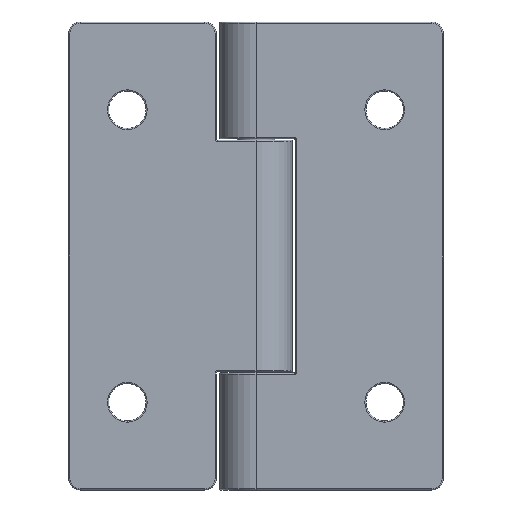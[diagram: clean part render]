
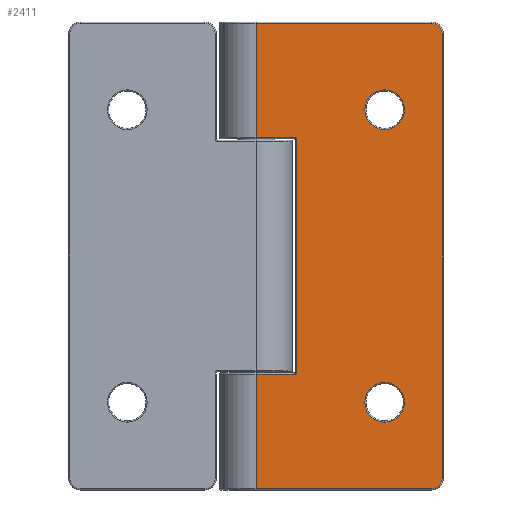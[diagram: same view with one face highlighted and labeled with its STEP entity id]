
A CAD part, front view. The second image highlights one B-rep face of the part: STEP entity #2411.
In plain terms, the highlighted planar face has unit normal (0, -1, 0).
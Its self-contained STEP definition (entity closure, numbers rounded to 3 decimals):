
#60 = PLANE ( 'NONE',  #6206 ) ;
#84 = CARTESIAN_POINT ( 'NONE',  ( 0., -3.1, -10.1 ) ) ;
#107 = ORIENTED_EDGE ( 'NONE', *, *, #2634, .T. ) ;
#159 = DIRECTION ( 'NONE',  ( 0., 0., 1. ) ) ;
#170 = DIRECTION ( 'NONE',  ( 0., -1., 0. ) ) ;
#178 = ORIENTED_EDGE ( 'NONE', *, *, #1532, .T. ) ;
#249 = CIRCLE ( 'NONE', #822, 0.2 ) ;
#299 = LINE ( 'NONE', #5054, #4423 ) ;
#327 = DIRECTION ( 'NONE',  ( 0., 0., 1. ) ) ;
#379 = CARTESIAN_POINT ( 'NONE',  ( 15., -3.1, -19. ) ) ;
#400 = DIRECTION ( 'NONE',  ( 0., 0., 1. ) ) ;
#426 = VECTOR ( 'NONE', #5358, 1000. ) ;
#469 = VERTEX_POINT ( 'NONE', #4377 ) ;
#645 = LINE ( 'NONE', #5611, #5430 ) ;
#654 = EDGE_CURVE ( 'NONE', #1565, #5938, #249, .T. ) ;
#678 = DIRECTION ( 'NONE',  ( 0., 1., 0. ) ) ;
#690 = CARTESIAN_POINT ( 'NONE',  ( 11., -3.1, -12.5 ) ) ;
#739 = CIRCLE ( 'NONE', #991, 0.9 ) ;
#761 = CIRCLE ( 'NONE', #3032, 1.7 ) ;
#807 = DIRECTION ( 'NONE',  ( 0., -1., 0. ) ) ;
#822 = AXIS2_PLACEMENT_3D ( 'NONE', #3047, #2100, #5438 ) ;
#873 = DIRECTION ( 'NONE',  ( 0., 0., -1. ) ) ;
#991 = AXIS2_PLACEMENT_3D ( 'NONE', #5530, #807, #327 ) ;
#1010 = AXIS2_PLACEMENT_3D ( 'NONE', #4931, #678, #159 ) ;
#1159 = VERTEX_POINT ( 'NONE', #4506 ) ;
#1285 = LINE ( 'NONE', #84, #4941 ) ;
#1291 = ORIENTED_EDGE ( 'NONE', *, *, #4310, .T. ) ;
#1297 = VERTEX_POINT ( 'NONE', #4093 ) ;
#1331 = EDGE_CURVE ( 'NONE', #2852, #1909, #739, .T. ) ;
#1478 = LINE ( 'NONE', #4379, #426 ) ;
#1520 = DIRECTION ( 'NONE',  ( 0., 0., 1. ) ) ;
#1532 = EDGE_CURVE ( 'NONE', #469, #6210, #3892, .T. ) ;
#1565 = VERTEX_POINT ( 'NONE', #1647 ) ;
#1647 = CARTESIAN_POINT ( 'NONE',  ( 3.3, -3.1, -10.1 ) ) ;
#1656 = CARTESIAN_POINT ( 'NONE',  ( 3.3, -3.1, 9.9 ) ) ;
#1690 = DIRECTION ( 'NONE',  ( -1., 0., 0. ) ) ;
#1693 = AXIS2_PLACEMENT_3D ( 'NONE', #6056, #1798, #5546 ) ;
#1739 = CARTESIAN_POINT ( 'NONE',  ( 3.3, -3.1, 10.1 ) ) ;
#1752 = VERTEX_POINT ( 'NONE', #4659 ) ;
#1761 = ORIENTED_EDGE ( 'NONE', *, *, #4092, .F. ) ;
#1798 = DIRECTION ( 'NONE',  ( 0., 1., 0. ) ) ;
#1813 = LINE ( 'NONE', #2160, #5460 ) ;
#1859 = CARTESIAN_POINT ( 'NONE',  ( 3.5, -3.1, 9.9 ) ) ;
#1909 = VERTEX_POINT ( 'NONE', #2410 ) ;
#1980 = CARTESIAN_POINT ( 'NONE',  ( 0., -3.1, -19.9 ) ) ;
#2024 = EDGE_CURVE ( 'NONE', #5841, #4583, #6026, .T. ) ;
#2078 = ORIENTED_EDGE ( 'NONE', *, *, #4539, .T. ) ;
#2083 = CARTESIAN_POINT ( 'NONE',  ( 11., -3.1, 14.2 ) ) ;
#2098 = VECTOR ( 'NONE', #873, 1000. ) ;
#2100 = DIRECTION ( 'NONE',  ( 0., -1., 0. ) ) ;
#2122 = CARTESIAN_POINT ( 'NONE',  ( 11., -3.1, -10.8 ) ) ;
#2160 = CARTESIAN_POINT ( 'NONE',  ( 15.9, -3.1, 19. ) ) ;
#2183 = DIRECTION ( 'NONE',  ( 0., 1., 0. ) ) ;
#2184 = VERTEX_POINT ( 'NONE', #1739 ) ;
#2249 = VERTEX_POINT ( 'NONE', #4184 ) ;
#2410 = CARTESIAN_POINT ( 'NONE',  ( 15., -3.1, 19.9 ) ) ;
#2411 = ADVANCED_FACE ( 'NONE', ( #5049, #3796, #2513 ), #60, .F. ) ;
#2513 = FACE_OUTER_BOUND ( 'NONE', #2982, .T. ) ;
#2633 = ORIENTED_EDGE ( 'NONE', *, *, #6011, .T. ) ;
#2634 = EDGE_CURVE ( 'NONE', #3140, #5938, #1478, .T. ) ;
#2684 = LINE ( 'NONE', #1980, #5828 ) ;
#2820 = CARTESIAN_POINT ( 'NONE',  ( 0., -3.1, 20. ) ) ;
#2852 = VERTEX_POINT ( 'NONE', #3737 ) ;
#2965 = DIRECTION ( 'NONE',  ( 1., 0., 0. ) ) ;
#2972 = AXIS2_PLACEMENT_3D ( 'NONE', #379, #5159, #400 ) ;
#2982 = EDGE_LOOP ( 'NONE', ( #3382, #5914, #1291, #4212, #1761, #107, #4957, #2078, #3685, #2633, #5982, #5172 ) ) ;
#2989 = CIRCLE ( 'NONE', #1693, 1.7 ) ;
#3032 = AXIS2_PLACEMENT_3D ( 'NONE', #4991, #5520, #5478 ) ;
#3047 = CARTESIAN_POINT ( 'NONE',  ( 3.3, -3.1, -9.9 ) ) ;
#3109 = DIRECTION ( 'NONE',  ( 0., 0., 1. ) ) ;
#3116 = DIRECTION ( 'NONE',  ( 0., 0., 1. ) ) ;
#3118 = AXIS2_PLACEMENT_3D ( 'NONE', #690, #2183, #3116 ) ;
#3140 = VERTEX_POINT ( 'NONE', #1859 ) ;
#3164 = EDGE_CURVE ( 'NONE', #4576, #1159, #3945, .T. ) ;
#3253 = EDGE_CURVE ( 'NONE', #4223, #2249, #645, .T. ) ;
#3294 = DIRECTION ( 'NONE',  ( 1., 0., 0. ) ) ;
#3352 = CIRCLE ( 'NONE', #4487, 0.2 ) ;
#3366 = DIRECTION ( 'NONE',  ( 0., 1., 0. ) ) ;
#3382 = ORIENTED_EDGE ( 'NONE', *, *, #1331, .T. ) ;
#3477 = ORIENTED_EDGE ( 'NONE', *, *, #5786, .T. ) ;
#3607 = ORIENTED_EDGE ( 'NONE', *, *, #4657, .T. ) ;
#3622 = CARTESIAN_POINT ( 'NONE',  ( 15., -3.1, -19.9 ) ) ;
#3685 = ORIENTED_EDGE ( 'NONE', *, *, #3253, .T. ) ;
#3737 = CARTESIAN_POINT ( 'NONE',  ( 15.9, -3.1, 19. ) ) ;
#3764 = EDGE_LOOP ( 'NONE', ( #3477, #178 ) ) ;
#3796 = FACE_BOUND ( 'NONE', #3764, .T. ) ;
#3835 = CARTESIAN_POINT ( 'NONE',  ( 0., -3.1, 10.1 ) ) ;
#3892 = CIRCLE ( 'NONE', #1010, 1.7 ) ;
#3927 = DIRECTION ( 'NONE',  ( -1., 0., 0. ) ) ;
#3945 = CIRCLE ( 'NONE', #2972, 0.9 ) ;
#4092 = EDGE_CURVE ( 'NONE', #3140, #2184, #3352, .T. ) ;
#4093 = CARTESIAN_POINT ( 'NONE',  ( 0., -3.1, 19.9 ) ) ;
#4180 = CARTESIAN_POINT ( 'NONE',  ( 0., -3.1, -10.1 ) ) ;
#4184 = CARTESIAN_POINT ( 'NONE',  ( 0., -3.1, -19.9 ) ) ;
#4212 = ORIENTED_EDGE ( 'NONE', *, *, #5885, .T. ) ;
#4214 = ORIENTED_EDGE ( 'NONE', *, *, #2024, .T. ) ;
#4223 = VERTEX_POINT ( 'NONE', #4180 ) ;
#4303 = EDGE_LOOP ( 'NONE', ( #3607, #4214 ) ) ;
#4310 = EDGE_CURVE ( 'NONE', #1297, #1752, #4852, .T. ) ;
#4377 = CARTESIAN_POINT ( 'NONE',  ( 11., -3.1, 10.8 ) ) ;
#4379 = CARTESIAN_POINT ( 'NONE',  ( 3.5, -3.1, 20. ) ) ;
#4423 = VECTOR ( 'NONE', #1690, 1000. ) ;
#4487 = AXIS2_PLACEMENT_3D ( 'NONE', #1656, #170, #5465 ) ;
#4506 = CARTESIAN_POINT ( 'NONE',  ( 15.9, -3.1, -19. ) ) ;
#4539 = EDGE_CURVE ( 'NONE', #1565, #4223, #1285, .T. ) ;
#4576 = VERTEX_POINT ( 'NONE', #3622 ) ;
#4583 = VERTEX_POINT ( 'NONE', #2122 ) ;
#4657 = EDGE_CURVE ( 'NONE', #4583, #5841, #761, .T. ) ;
#4659 = CARTESIAN_POINT ( 'NONE',  ( 0., -3.1, 10.1 ) ) ;
#4665 = CARTESIAN_POINT ( 'NONE',  ( 11., -3.1, -14.2 ) ) ;
#4852 = LINE ( 'NONE', #2820, #2098 ) ;
#4931 = CARTESIAN_POINT ( 'NONE',  ( 11., -3.1, 12.5 ) ) ;
#4941 = VECTOR ( 'NONE', #3927, 1000. ) ;
#4957 = ORIENTED_EDGE ( 'NONE', *, *, #654, .F. ) ;
#4991 = CARTESIAN_POINT ( 'NONE',  ( 11., -3.1, -12.5 ) ) ;
#5049 = FACE_BOUND ( 'NONE', #4303, .T. ) ;
#5054 = CARTESIAN_POINT ( 'NONE',  ( 0., -3.1, 19.9 ) ) ;
#5159 = DIRECTION ( 'NONE',  ( 0., -1., 0. ) ) ;
#5172 = ORIENTED_EDGE ( 'NONE', *, *, #5738, .T. ) ;
#5276 = CARTESIAN_POINT ( 'NONE',  ( 0., -3.1, 20. ) ) ;
#5358 = DIRECTION ( 'NONE',  ( 0., 0., -1. ) ) ;
#5430 = VECTOR ( 'NONE', #6138, 1000. ) ;
#5438 = DIRECTION ( 'NONE',  ( 0., 0., 1. ) ) ;
#5460 = VECTOR ( 'NONE', #3109, 1000. ) ;
#5465 = DIRECTION ( 'NONE',  ( 0., 0., 1. ) ) ;
#5478 = DIRECTION ( 'NONE',  ( 0., 0., 1. ) ) ;
#5520 = DIRECTION ( 'NONE',  ( 0., 1., 0. ) ) ;
#5530 = CARTESIAN_POINT ( 'NONE',  ( 15., -3.1, 19. ) ) ;
#5546 = DIRECTION ( 'NONE',  ( 0., 0., 1. ) ) ;
#5611 = CARTESIAN_POINT ( 'NONE',  ( 0., -3.1, 20. ) ) ;
#5654 = CARTESIAN_POINT ( 'NONE',  ( 3.5, -3.1, -9.9 ) ) ;
#5691 = VECTOR ( 'NONE', #3294, 1000. ) ;
#5692 = EDGE_CURVE ( 'NONE', #1909, #1297, #299, .T. ) ;
#5738 = EDGE_CURVE ( 'NONE', #1159, #2852, #1813, .T. ) ;
#5757 = LINE ( 'NONE', #3835, #5691 ) ;
#5786 = EDGE_CURVE ( 'NONE', #6210, #469, #2989, .T. ) ;
#5828 = VECTOR ( 'NONE', #2965, 1000. ) ;
#5841 = VERTEX_POINT ( 'NONE', #4665 ) ;
#5885 = EDGE_CURVE ( 'NONE', #1752, #2184, #5757, .T. ) ;
#5914 = ORIENTED_EDGE ( 'NONE', *, *, #5692, .T. ) ;
#5938 = VERTEX_POINT ( 'NONE', #5654 ) ;
#5982 = ORIENTED_EDGE ( 'NONE', *, *, #3164, .T. ) ;
#6011 = EDGE_CURVE ( 'NONE', #2249, #4576, #2684, .T. ) ;
#6026 = CIRCLE ( 'NONE', #3118, 1.7 ) ;
#6056 = CARTESIAN_POINT ( 'NONE',  ( 11., -3.1, 12.5 ) ) ;
#6138 = DIRECTION ( 'NONE',  ( 0., 0., -1. ) ) ;
#6206 = AXIS2_PLACEMENT_3D ( 'NONE', #5276, #3366, #1520 ) ;
#6210 = VERTEX_POINT ( 'NONE', #2083 ) ;
